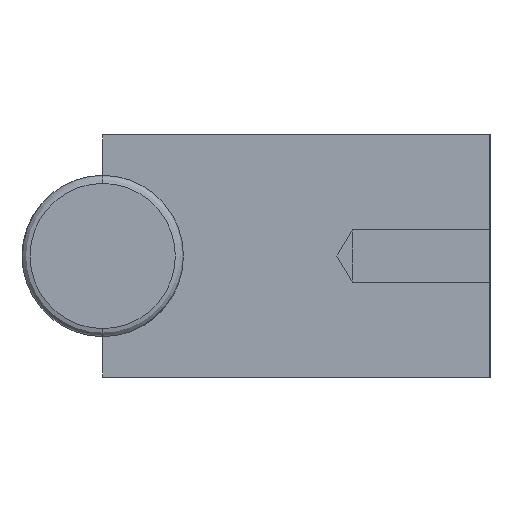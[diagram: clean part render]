
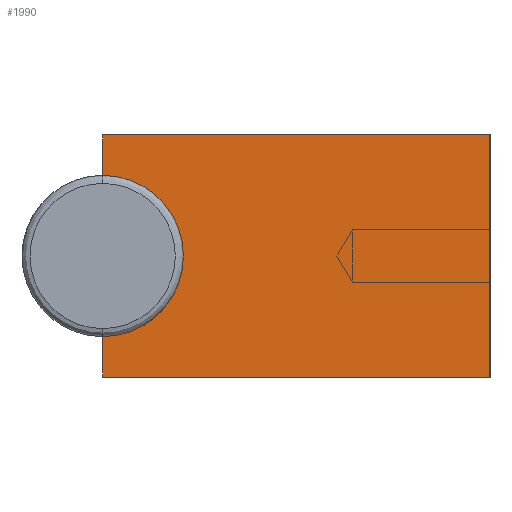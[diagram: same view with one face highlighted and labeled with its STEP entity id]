
A CAD part, left-side view. The second image highlights one B-rep face of the part: STEP entity #1990.
In plain terms, the highlighted planar face has unit normal (-1, 0, 0).
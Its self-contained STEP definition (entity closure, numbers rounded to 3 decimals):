
#55 = DIRECTION ( 'NONE',  ( 1., 0., 0. ) ) ;
#64 = EDGE_CURVE ( 'NONE', #166, #142, #1319, .T. ) ;
#142 = VERTEX_POINT ( 'NONE', #1973 ) ;
#147 = EDGE_CURVE ( 'NONE', #166, #1305, #1885, .T. ) ;
#166 = VERTEX_POINT ( 'NONE', #1832 ) ;
#201 = ORIENTED_EDGE ( 'NONE', *, *, #64, .F. ) ;
#299 = CARTESIAN_POINT ( 'NONE',  ( -965., 0., -7.5 ) ) ;
#422 = EDGE_CURVE ( 'NONE', #1503, #1305, #1183, .T. ) ;
#528 = CARTESIAN_POINT ( 'NONE',  ( -965., 24., -7.5 ) ) ;
#560 = ORIENTED_EDGE ( 'NONE', *, *, #744, .F. ) ;
#626 = DIRECTION ( 'NONE',  ( 0., -1., 0. ) ) ;
#673 = CARTESIAN_POINT ( 'NONE',  ( -965., 24., -5. ) ) ;
#742 = LINE ( 'NONE', #2053, #1265 ) ;
#744 = EDGE_CURVE ( 'NONE', #142, #868, #742, .T. ) ;
#868 = VERTEX_POINT ( 'NONE', #1193 ) ;
#921 = ORIENTED_EDGE ( 'NONE', *, *, #422, .F. ) ;
#973 = ORIENTED_EDGE ( 'NONE', *, *, #147, .T. ) ;
#988 = AXIS2_PLACEMENT_3D ( 'NONE', #1822, #1074, #1711 ) ;
#991 = FACE_OUTER_BOUND ( 'NONE', #1847, .T. ) ;
#1004 = DIRECTION ( 'NONE',  ( 0., 0., -1. ) ) ;
#1018 = EDGE_CURVE ( 'NONE', #1622, #868, #1860, .T. ) ;
#1074 = DIRECTION ( 'NONE',  ( 1., 0., 0. ) ) ;
#1141 = CARTESIAN_POINT ( 'NONE',  ( -965., 24., -7.5 ) ) ;
#1160 = EDGE_CURVE ( 'NONE', #1503, #1622, #1297, .T. ) ;
#1183 = LINE ( 'NONE', #1513, #1328 ) ;
#1193 = CARTESIAN_POINT ( 'NONE',  ( -965., 0., 7.5 ) ) ;
#1265 = VECTOR ( 'NONE', #626, 1000. ) ;
#1275 = VECTOR ( 'NONE', #1559, 1000. ) ;
#1297 = LINE ( 'NONE', #1141, #2054 ) ;
#1305 = VERTEX_POINT ( 'NONE', #673 ) ;
#1316 = ORIENTED_EDGE ( 'NONE', *, *, #1018, .T. ) ;
#1319 = LINE ( 'NONE', #528, #2049 ) ;
#1328 = VECTOR ( 'NONE', #1816, 1000. ) ;
#1415 = ORIENTED_EDGE ( 'NONE', *, *, #1160, .T. ) ;
#1438 = DIRECTION ( 'NONE',  ( 0., -1., 0. ) ) ;
#1446 = PLANE ( 'NONE',  #1507 ) ;
#1447 = DIRECTION ( 'NONE',  ( 0., 0., 1. ) ) ;
#1475 = CARTESIAN_POINT ( 'NONE',  ( -965., 0., -7.5 ) ) ;
#1503 = VERTEX_POINT ( 'NONE', #1734 ) ;
#1507 = AXIS2_PLACEMENT_3D ( 'NONE', #1961, #55, #1004 ) ;
#1513 = CARTESIAN_POINT ( 'NONE',  ( -965., 24., -7.5 ) ) ;
#1559 = DIRECTION ( 'NONE',  ( 0., 0., 1. ) ) ;
#1622 = VERTEX_POINT ( 'NONE', #1475 ) ;
#1711 = DIRECTION ( 'NONE',  ( 0., 0., -1. ) ) ;
#1734 = CARTESIAN_POINT ( 'NONE',  ( -965., 24., -7.5 ) ) ;
#1816 = DIRECTION ( 'NONE',  ( 0., 0., 1. ) ) ;
#1822 = CARTESIAN_POINT ( 'NONE',  ( -965., 24., 0. ) ) ;
#1832 = CARTESIAN_POINT ( 'NONE',  ( -965., 24., 5. ) ) ;
#1847 = EDGE_LOOP ( 'NONE', ( #201, #973, #921, #1415, #1316, #560 ) ) ;
#1860 = LINE ( 'NONE', #299, #1275 ) ;
#1885 = CIRCLE ( 'NONE', #988, 5. ) ;
#1961 = CARTESIAN_POINT ( 'NONE',  ( -965., 24., -7.5 ) ) ;
#1973 = CARTESIAN_POINT ( 'NONE',  ( -965., 24., 7.5 ) ) ;
#1990 = ADVANCED_FACE ( 'NONE', ( #991 ), #1446, .F. ) ;
#2049 = VECTOR ( 'NONE', #1447, 1000. ) ;
#2053 = CARTESIAN_POINT ( 'NONE',  ( -965., 24., 7.5 ) ) ;
#2054 = VECTOR ( 'NONE', #1438, 1000. ) ;
